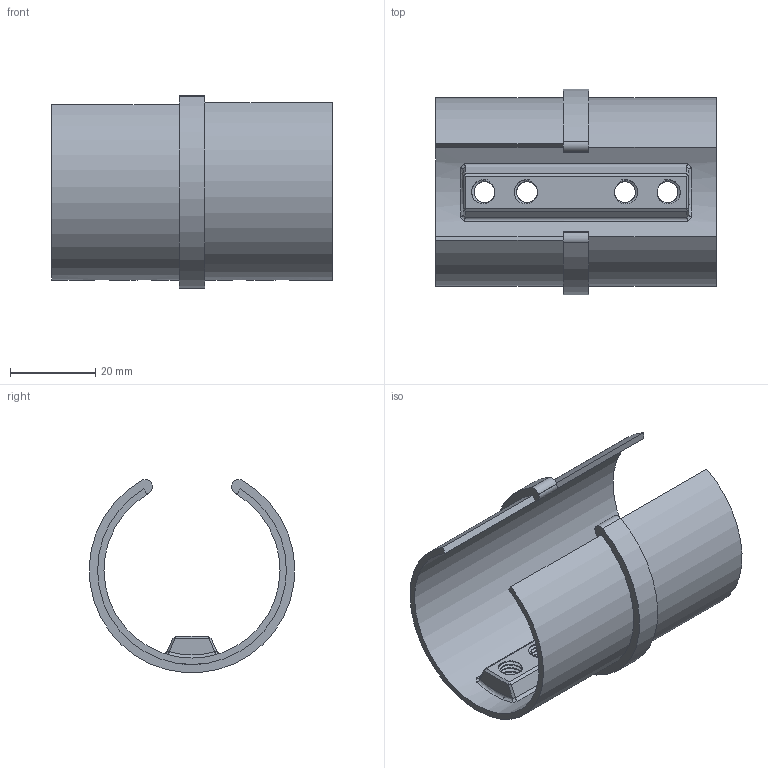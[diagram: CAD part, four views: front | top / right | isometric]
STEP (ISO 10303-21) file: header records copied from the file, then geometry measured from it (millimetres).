
FILE_DESCRIPTION(/* description */ (''),/* implementation_level */ '2;1');
FILE_NAME(/* name */ '1334_Cosch_Edelstahltechnik.stp',/* time_stamp */ '2018-08-27T18:59:35+02:00',/* author */ (''),/* organization */ (''),/* preprocessor_version */ 'ST-DEVELOPER v16',/* originating_system */ 'SIEMENS PLM Software NX 11.0',/* authorisation */ '');
FILE_SCHEMA (('AUTOMOTIVE_DESIGN { 1 0 10303 214 3 1 1 1 }'));
Length unit declared in the file: millimetre
Products named in the file (1): Goge0458A95D4mg8
Bounding box: 66 x 48.26 x 45.33 mm (x, y, z)
Volume: 14719.6 mm3; surface area: 16823.5 mm2
Topology: 1 solids, 1 shells, 61 faces, 162 edges, 104 vertices
Faces by surface type: plane 29, cylinder 18, bspline 12, torus 2
Entity records: 10020 total; most frequent: CARTESIAN_POINT 8572, ORIENTED_EDGE 324, DIRECTION 246, EDGE_CURVE 162, VERTEX_POINT 104, AXIS2_PLACEMENT_3D 90, EDGE_LOOP 70, LINE 66
